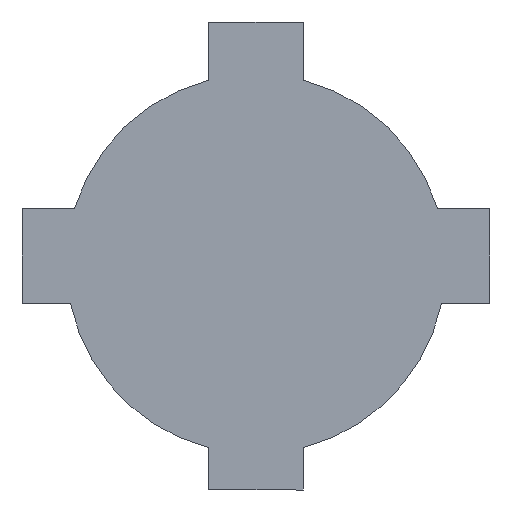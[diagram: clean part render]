
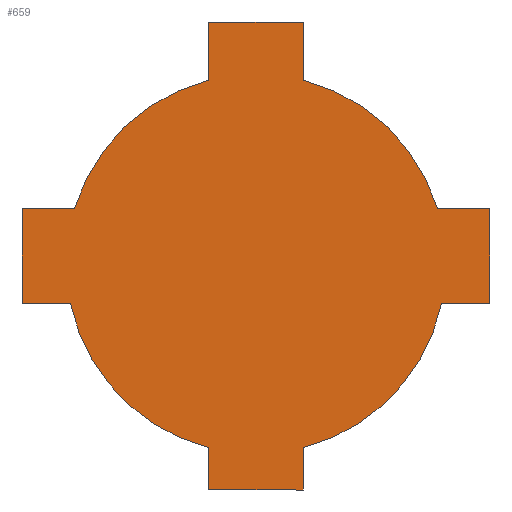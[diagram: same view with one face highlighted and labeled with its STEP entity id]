
A CAD part, front view. The second image highlights one B-rep face of the part: STEP entity #659.
In plain terms, the highlighted planar face has unit normal (0, -1, 0).
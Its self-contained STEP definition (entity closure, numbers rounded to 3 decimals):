
#12 = CARTESIAN_POINT ( 'NONE',  ( -185., 0., -37.5 ) ) ;
#25 = ORIENTED_EDGE ( 'NONE', *, *, #568, .T. ) ;
#36 = CARTESIAN_POINT ( 'NONE',  ( 37.5, 0., -151.473 ) ) ;
#43 = EDGE_CURVE ( 'NONE', #363, #2090, #2077, .T. ) ;
#68 = VERTEX_POINT ( 'NONE', #700 ) ;
#113 = CARTESIAN_POINT ( 'NONE',  ( -37.5, 0., -185. ) ) ;
#131 = DIRECTION ( 'NONE',  ( 0., 1., 0. ) ) ;
#160 = LINE ( 'NONE', #1655, #538 ) ;
#188 = DIRECTION ( 'NONE',  ( 0., 0., 1. ) ) ;
#198 = LINE ( 'NONE', #866, #1262 ) ;
#235 = CARTESIAN_POINT ( 'NONE',  ( 37.5, 0., 139.001 ) ) ;
#243 = DIRECTION ( 'NONE',  ( 0., 1., 0. ) ) ;
#261 = CARTESIAN_POINT ( 'NONE',  ( 143.482, 0., 37.5 ) ) ;
#288 = VERTEX_POINT ( 'NONE', #1577 ) ;
#291 = CARTESIAN_POINT ( 'NONE',  ( -185., 0., 37.5 ) ) ;
#295 = VECTOR ( 'NONE', #1959, 1000. ) ;
#305 = EDGE_CURVE ( 'NONE', #288, #2090, #584, .T. ) ;
#354 = EDGE_CURVE ( 'NONE', #1855, #1504, #1782, .T. ) ;
#363 = VERTEX_POINT ( 'NONE', #1908 ) ;
#381 = VECTOR ( 'NONE', #457, 1000. ) ;
#395 = LINE ( 'NONE', #688, #1410 ) ;
#442 = ORIENTED_EDGE ( 'NONE', *, *, #1743, .T. ) ;
#457 = DIRECTION ( 'NONE',  ( 1., 0., 0. ) ) ;
#532 = LINE ( 'NONE', #1847, #295 ) ;
#538 = VECTOR ( 'NONE', #1473, 1000. ) ;
#551 = CARTESIAN_POINT ( 'NONE',  ( 37.5, 0., 185. ) ) ;
#568 = EDGE_CURVE ( 'NONE', #1855, #681, #532, .T. ) ;
#577 = LINE ( 'NONE', #1409, #1913 ) ;
#584 = LINE ( 'NONE', #917, #1679 ) ;
#597 = VERTEX_POINT ( 'NONE', #36 ) ;
#628 = LINE ( 'NONE', #814, #715 ) ;
#659 = ADVANCED_FACE ( 'NONE', ( #1073 ), #748, .F. ) ;
#663 = CARTESIAN_POINT ( 'NONE',  ( 0., 0., -6.236 ) ) ;
#677 = CARTESIAN_POINT ( 'NONE',  ( -37.5, 0., -185. ) ) ;
#681 = VERTEX_POINT ( 'NONE', #551 ) ;
#685 = ORIENTED_EDGE ( 'NONE', *, *, #1162, .T. ) ;
#688 = CARTESIAN_POINT ( 'NONE',  ( 135., 0., 37.5 ) ) ;
#696 = DIRECTION ( 'NONE',  ( 0., 0., -1. ) ) ;
#700 = CARTESIAN_POINT ( 'NONE',  ( -37.5, 0., -151.473 ) ) ;
#715 = VECTOR ( 'NONE', #825, 1000. ) ;
#725 = DIRECTION ( 'NONE',  ( 0., 0., 1. ) ) ;
#727 = ORIENTED_EDGE ( 'NONE', *, *, #43, .F. ) ;
#748 = PLANE ( 'NONE',  #1596 ) ;
#784 = VECTOR ( 'NONE', #1268, 1000. ) ;
#814 = CARTESIAN_POINT ( 'NONE',  ( -135., 0., 37.5 ) ) ;
#825 = DIRECTION ( 'NONE',  ( -1., 0., 0. ) ) ;
#866 = CARTESIAN_POINT ( 'NONE',  ( 135., 0., -37.5 ) ) ;
#871 = CARTESIAN_POINT ( 'NONE',  ( -37.5, 0., -135. ) ) ;
#895 = VERTEX_POINT ( 'NONE', #2064 ) ;
#913 = CARTESIAN_POINT ( 'NONE',  ( 0., 0., -6.236 ) ) ;
#917 = CARTESIAN_POINT ( 'NONE',  ( -37.5, 0., 135. ) ) ;
#937 = DIRECTION ( 'NONE',  ( 0., 0., -1. ) ) ;
#966 = CARTESIAN_POINT ( 'NONE',  ( 0., 0., -6.236 ) ) ;
#1030 = AXIS2_PLACEMENT_3D ( 'NONE', #966, #1257, #1297 ) ;
#1044 = DIRECTION ( 'NONE',  ( 0., 0., -1. ) ) ;
#1052 = EDGE_LOOP ( 'NONE', ( #1576, #25, #1554, #2065, #727, #1640, #2008, #1245, #1789, #442, #685, #1537, #2017, #2070, #1936, #1570 ) ) ;
#1071 = VERTEX_POINT ( 'NONE', #12 ) ;
#1073 = FACE_OUTER_BOUND ( 'NONE', #1052, .T. ) ;
#1120 = EDGE_CURVE ( 'NONE', #1260, #597, #1550, .T. ) ;
#1127 = LINE ( 'NONE', #1483, #2015 ) ;
#1133 = EDGE_CURVE ( 'NONE', #68, #1788, #2096, .T. ) ;
#1158 = VERTEX_POINT ( 'NONE', #1864 ) ;
#1162 = EDGE_CURVE ( 'NONE', #1233, #2062, #1769, .T. ) ;
#1206 = LINE ( 'NONE', #1401, #784 ) ;
#1214 = LINE ( 'NONE', #871, #1813 ) ;
#1233 = VERTEX_POINT ( 'NONE', #677 ) ;
#1244 = DIRECTION ( 'NONE',  ( 0., 1., 0. ) ) ;
#1245 = ORIENTED_EDGE ( 'NONE', *, *, #1715, .T. ) ;
#1257 = DIRECTION ( 'NONE',  ( 0., 1., 0. ) ) ;
#1259 = CARTESIAN_POINT ( 'NONE',  ( 0., 0., -6.236 ) ) ;
#1260 = VERTEX_POINT ( 'NONE', #1624 ) ;
#1262 = VECTOR ( 'NONE', #1844, 1000. ) ;
#1268 = DIRECTION ( 'NONE',  ( -1., 0., 0. ) ) ;
#1297 = DIRECTION ( 'NONE',  ( 0., 0., 1. ) ) ;
#1321 = DIRECTION ( 'NONE',  ( 0., 0., 1. ) ) ;
#1325 = LINE ( 'NONE', #1364, #1509 ) ;
#1329 = DIRECTION ( 'NONE',  ( 0., 0., 1. ) ) ;
#1364 = CARTESIAN_POINT ( 'NONE',  ( 185., 0., -37.5 ) ) ;
#1385 = DIRECTION ( 'NONE',  ( 0., 0., 1. ) ) ;
#1401 = CARTESIAN_POINT ( 'NONE',  ( 37.5, 0., 185. ) ) ;
#1409 = CARTESIAN_POINT ( 'NONE',  ( -185., 0., 37.5 ) ) ;
#1410 = VECTOR ( 'NONE', #1853, 1000. ) ;
#1411 = EDGE_CURVE ( 'NONE', #895, #1504, #395, .T. ) ;
#1456 = EDGE_CURVE ( 'NONE', #681, #288, #1206, .T. ) ;
#1466 = EDGE_CURVE ( 'NONE', #1508, #1071, #577, .T. ) ;
#1473 = DIRECTION ( 'NONE',  ( 1., 0., 0. ) ) ;
#1483 = CARTESIAN_POINT ( 'NONE',  ( 37.5, 0., -135. ) ) ;
#1504 = VERTEX_POINT ( 'NONE', #261 ) ;
#1508 = VERTEX_POINT ( 'NONE', #291 ) ;
#1509 = VECTOR ( 'NONE', #188, 1000. ) ;
#1537 = ORIENTED_EDGE ( 'NONE', *, *, #1660, .T. ) ;
#1550 = CIRCLE ( 'NONE', #1683, 150. ) ;
#1554 = ORIENTED_EDGE ( 'NONE', *, *, #1456, .T. ) ;
#1570 = ORIENTED_EDGE ( 'NONE', *, *, #1411, .T. ) ;
#1576 = ORIENTED_EDGE ( 'NONE', *, *, #354, .F. ) ;
#1577 = CARTESIAN_POINT ( 'NONE',  ( -37.5, 0., 185. ) ) ;
#1596 = AXIS2_PLACEMENT_3D ( 'NONE', #913, #1244, #1878 ) ;
#1601 = AXIS2_PLACEMENT_3D ( 'NONE', #663, #131, #1321 ) ;
#1624 = CARTESIAN_POINT ( 'NONE',  ( 146.706, 0., -37.5 ) ) ;
#1640 = ORIENTED_EDGE ( 'NONE', *, *, #1688, .T. ) ;
#1655 = CARTESIAN_POINT ( 'NONE',  ( -135., 0., -37.5 ) ) ;
#1660 = EDGE_CURVE ( 'NONE', #2062, #597, #1127, .T. ) ;
#1679 = VECTOR ( 'NONE', #1044, 1000. ) ;
#1683 = AXIS2_PLACEMENT_3D ( 'NONE', #1259, #1921, #1385 ) ;
#1684 = CARTESIAN_POINT ( 'NONE',  ( -146.706, 0., -37.5 ) ) ;
#1688 = EDGE_CURVE ( 'NONE', #363, #1508, #628, .T. ) ;
#1709 = CARTESIAN_POINT ( 'NONE',  ( -37.5, 0., 139.001 ) ) ;
#1715 = EDGE_CURVE ( 'NONE', #1071, #1788, #160, .T. ) ;
#1721 = AXIS2_PLACEMENT_3D ( 'NONE', #1761, #243, #725 ) ;
#1732 = CARTESIAN_POINT ( 'NONE',  ( 37.5, 0., -185. ) ) ;
#1743 = EDGE_CURVE ( 'NONE', #68, #1233, #1214, .T. ) ;
#1761 = CARTESIAN_POINT ( 'NONE',  ( 0., 0., -6.236 ) ) ;
#1769 = LINE ( 'NONE', #113, #381 ) ;
#1782 = CIRCLE ( 'NONE', #1030, 150. ) ;
#1788 = VERTEX_POINT ( 'NONE', #1684 ) ;
#1789 = ORIENTED_EDGE ( 'NONE', *, *, #1133, .F. ) ;
#1813 = VECTOR ( 'NONE', #696, 1000. ) ;
#1844 = DIRECTION ( 'NONE',  ( 1., 0., 0. ) ) ;
#1847 = CARTESIAN_POINT ( 'NONE',  ( 37.5, 0., 135. ) ) ;
#1853 = DIRECTION ( 'NONE',  ( -1., 0., 0. ) ) ;
#1855 = VERTEX_POINT ( 'NONE', #235 ) ;
#1864 = CARTESIAN_POINT ( 'NONE',  ( 185., 0., -37.5 ) ) ;
#1878 = DIRECTION ( 'NONE',  ( 0., 0., 1. ) ) ;
#1908 = CARTESIAN_POINT ( 'NONE',  ( -143.482, 0., 37.5 ) ) ;
#1913 = VECTOR ( 'NONE', #937, 1000. ) ;
#1921 = DIRECTION ( 'NONE',  ( 0., 1., 0. ) ) ;
#1936 = ORIENTED_EDGE ( 'NONE', *, *, #1970, .T. ) ;
#1943 = EDGE_CURVE ( 'NONE', #1260, #1158, #198, .T. ) ;
#1959 = DIRECTION ( 'NONE',  ( 0., 0., 1. ) ) ;
#1970 = EDGE_CURVE ( 'NONE', #1158, #895, #1325, .T. ) ;
#2008 = ORIENTED_EDGE ( 'NONE', *, *, #1466, .T. ) ;
#2015 = VECTOR ( 'NONE', #1329, 1000. ) ;
#2017 = ORIENTED_EDGE ( 'NONE', *, *, #1120, .F. ) ;
#2062 = VERTEX_POINT ( 'NONE', #1732 ) ;
#2064 = CARTESIAN_POINT ( 'NONE',  ( 185., 0., 37.5 ) ) ;
#2065 = ORIENTED_EDGE ( 'NONE', *, *, #305, .T. ) ;
#2070 = ORIENTED_EDGE ( 'NONE', *, *, #1943, .T. ) ;
#2077 = CIRCLE ( 'NONE', #1601, 150. ) ;
#2090 = VERTEX_POINT ( 'NONE', #1709 ) ;
#2096 = CIRCLE ( 'NONE', #1721, 150. ) ;
